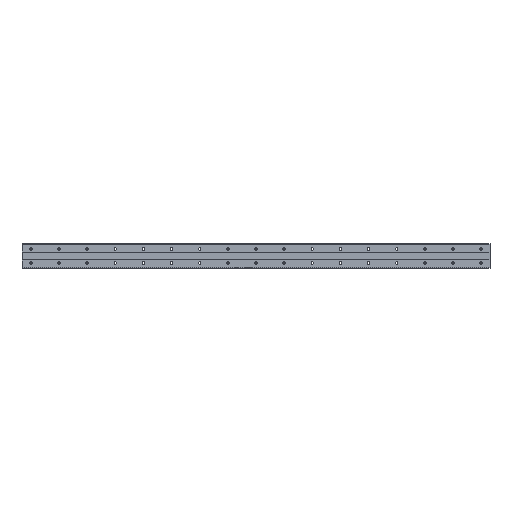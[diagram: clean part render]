
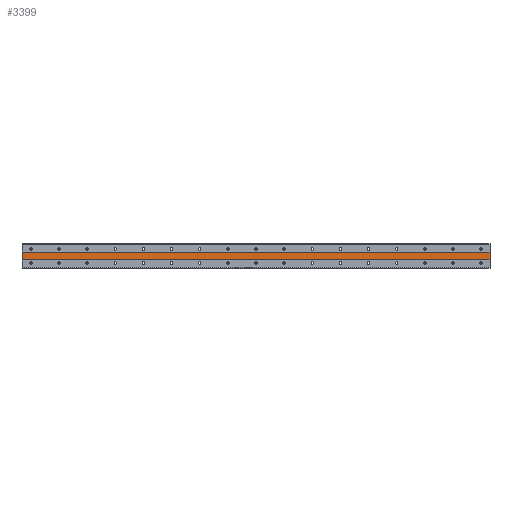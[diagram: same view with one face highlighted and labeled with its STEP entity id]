
A CAD part, front view. The second image highlights one B-rep face of the part: STEP entity #3399.
In plain terms, the highlighted planar face has unit normal (0, -1, 0).
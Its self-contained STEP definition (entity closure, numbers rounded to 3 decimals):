
#12 = CARTESIAN_POINT ( 'NONE',  ( 1305., 1., 10. ) ) ;
#232 = CARTESIAN_POINT ( 'NONE',  ( -25., 1., 34.482 ) ) ;
#243 = CARTESIAN_POINT ( 'NONE',  ( -25., 1., -10. ) ) ;
#450 = DIRECTION ( 'NONE',  ( 0., 0., -1. ) ) ;
#1015 = CARTESIAN_POINT ( 'NONE',  ( 1305., 1., -10. ) ) ;
#1088 = ORIENTED_EDGE ( 'NONE', *, *, #3311, .T. ) ;
#1541 = DIRECTION ( 'NONE',  ( 1., 0., 0. ) ) ;
#1802 = PLANE ( 'NONE',  #4688 ) ;
#1829 = CARTESIAN_POINT ( 'NONE',  ( 1305., 1., 34.482 ) ) ;
#1924 = CARTESIAN_POINT ( 'NONE',  ( 1305., 1., 10. ) ) ;
#1964 = VERTEX_POINT ( 'NONE', #1015 ) ;
#2020 = CARTESIAN_POINT ( 'NONE',  ( -25., 1., 10. ) ) ;
#2234 = VERTEX_POINT ( 'NONE', #243 ) ;
#2429 = LINE ( 'NONE', #1924, #3456 ) ;
#2526 = CARTESIAN_POINT ( 'NONE',  ( 1305., 1., -10. ) ) ;
#2662 = DIRECTION ( 'NONE',  ( 0., 0., -1. ) ) ;
#2887 = VERTEX_POINT ( 'NONE', #2020 ) ;
#2920 = VERTEX_POINT ( 'NONE', #6037 ) ;
#2933 = VECTOR ( 'NONE', #1541, 1000. ) ;
#3311 = EDGE_CURVE ( 'NONE', #2887, #2234, #4582, .T. ) ;
#3342 = DIRECTION ( 'NONE',  ( 1., 0., 0. ) ) ;
#3376 = ORIENTED_EDGE ( 'NONE', *, *, #3511, .T. ) ;
#3399 = ADVANCED_FACE ( 'NONE', ( #4218 ), #1802, .F. ) ;
#3456 = VECTOR ( 'NONE', #3342, 1000. ) ;
#3511 = EDGE_CURVE ( 'NONE', #2234, #1964, #4479, .T. ) ;
#3789 = EDGE_CURVE ( 'NONE', #2920, #1964, #4772, .T. ) ;
#3863 = EDGE_CURVE ( 'NONE', #2887, #2920, #2429, .T. ) ;
#3915 = DIRECTION ( 'NONE',  ( 0., 1., 0. ) ) ;
#4218 = FACE_OUTER_BOUND ( 'NONE', #5538, .T. ) ;
#4280 = VECTOR ( 'NONE', #2662, 1000. ) ;
#4479 = LINE ( 'NONE', #2526, #2933 ) ;
#4582 = LINE ( 'NONE', #232, #4280 ) ;
#4688 = AXIS2_PLACEMENT_3D ( 'NONE', #12, #3915, #5185 ) ;
#4772 = LINE ( 'NONE', #1829, #5909 ) ;
#5185 = DIRECTION ( 'NONE',  ( 0., 0., 1. ) ) ;
#5538 = EDGE_LOOP ( 'NONE', ( #3376, #5784, #6131, #1088 ) ) ;
#5784 = ORIENTED_EDGE ( 'NONE', *, *, #3789, .F. ) ;
#5909 = VECTOR ( 'NONE', #450, 1000. ) ;
#6037 = CARTESIAN_POINT ( 'NONE',  ( 1305., 1., 10. ) ) ;
#6131 = ORIENTED_EDGE ( 'NONE', *, *, #3863, .F. ) ;
